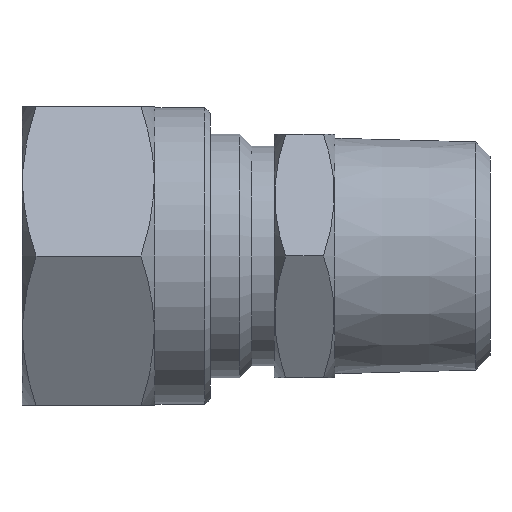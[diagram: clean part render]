
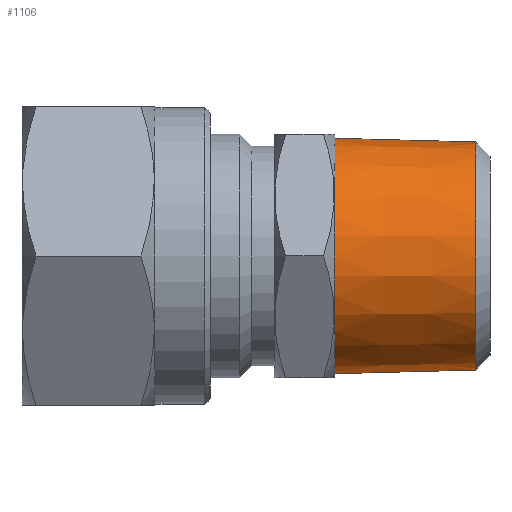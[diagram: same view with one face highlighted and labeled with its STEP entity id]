
A CAD part, left-side view. The second image highlights one B-rep face of the part: STEP entity #1106.
In plain terms, the highlighted conical face has half-angle 1.47 degrees and reference radius 10.626 mm.
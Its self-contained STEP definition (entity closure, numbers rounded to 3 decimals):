
#6 = VERTEX_POINT ( 'NONE', #1161 ) ;
#7 = VERTEX_POINT ( 'NONE', #1160 ) ;
#8 = VERTEX_POINT ( 'NONE', #1159 ) ;
#9 = VERTEX_POINT ( 'NONE', #1158 ) ;
#31 = EDGE_CURVE ( 'NONE', #6, #8, #1022, .T. ) ;
#34 = EDGE_CURVE ( 'NONE', #7, #9, #1023, .T. ) ;
#70 = DIRECTION ( 'NONE',  ( 0., 0., -1. ) ) ;
#72 = DIRECTION ( 'NONE',  ( 0., -1., 0. ) ) ;
#73 = CARTESIAN_POINT ( 'NONE',  ( 0., 1.3, 0. ) ) ;
#75 = DIRECTION ( 'NONE',  ( 0., 0., -1. ) ) ;
#76 = DIRECTION ( 'NONE',  ( 0., -1., 0. ) ) ;
#77 = CARTESIAN_POINT ( 'NONE',  ( 0., 14., 0. ) ) ;
#223 = EDGE_CURVE ( 'NONE', #9, #8, #919, .T. ) ;
#224 = EDGE_CURVE ( 'NONE', #7, #6, #921, .T. ) ;
#408 = CARTESIAN_POINT ( 'NONE',  ( 0., 14., 0. ) ) ;
#409 = DIRECTION ( 'NONE',  ( 0., 1., 0. ) ) ;
#410 = DIRECTION ( 'NONE',  ( 0., 0., 1. ) ) ;
#797 = VECTOR ( 'NONE', #1234, 1000. ) ;
#803 = CONICAL_SURFACE ( 'NONE', #806, 10.626, 0.026 ) ;
#806 = AXIS2_PLACEMENT_3D ( 'NONE', #408, #409, #410 ) ;
#915 = AXIS2_PLACEMENT_3D ( 'NONE', #73, #72, #70 ) ;
#917 = VECTOR ( 'NONE', #1226, 1000. ) ;
#918 = AXIS2_PLACEMENT_3D ( 'NONE', #77, #76, #75 ) ;
#919 = CIRCLE ( 'NONE', #918, 10.626 ) ;
#921 = CIRCLE ( 'NONE', #915, 10.3 ) ;
#966 = EDGE_LOOP ( 'NONE', ( #1317, #1316, #1315, #1318 ) ) ;
#1022 = LINE ( 'NONE', #1235, #797 ) ;
#1023 = LINE ( 'NONE', #1227, #917 ) ;
#1106 = ADVANCED_FACE ( 'NONE', ( #1514 ), #803, .T. ) ;
#1158 = CARTESIAN_POINT ( 'NONE',  ( 0., 14., 10.626 ) ) ;
#1159 = CARTESIAN_POINT ( 'NONE',  ( 0., 14., -10.626 ) ) ;
#1160 = CARTESIAN_POINT ( 'NONE',  ( 0., 1.3, 10.3 ) ) ;
#1161 = CARTESIAN_POINT ( 'NONE',  ( 0., 1.3, -10.3 ) ) ;
#1226 = DIRECTION ( 'NONE',  ( 0., 1., 0.026 ) ) ;
#1227 = CARTESIAN_POINT ( 'NONE',  ( 0., 14., 10.626 ) ) ;
#1234 = DIRECTION ( 'NONE',  ( 0., 1., -0.026 ) ) ;
#1235 = CARTESIAN_POINT ( 'NONE',  ( 0., 14., -10.626 ) ) ;
#1315 = ORIENTED_EDGE ( 'NONE', *, *, #34, .T. ) ;
#1316 = ORIENTED_EDGE ( 'NONE', *, *, #224, .F. ) ;
#1317 = ORIENTED_EDGE ( 'NONE', *, *, #31, .F. ) ;
#1318 = ORIENTED_EDGE ( 'NONE', *, *, #223, .T. ) ;
#1514 = FACE_OUTER_BOUND ( 'NONE', #966, .T. ) ;
